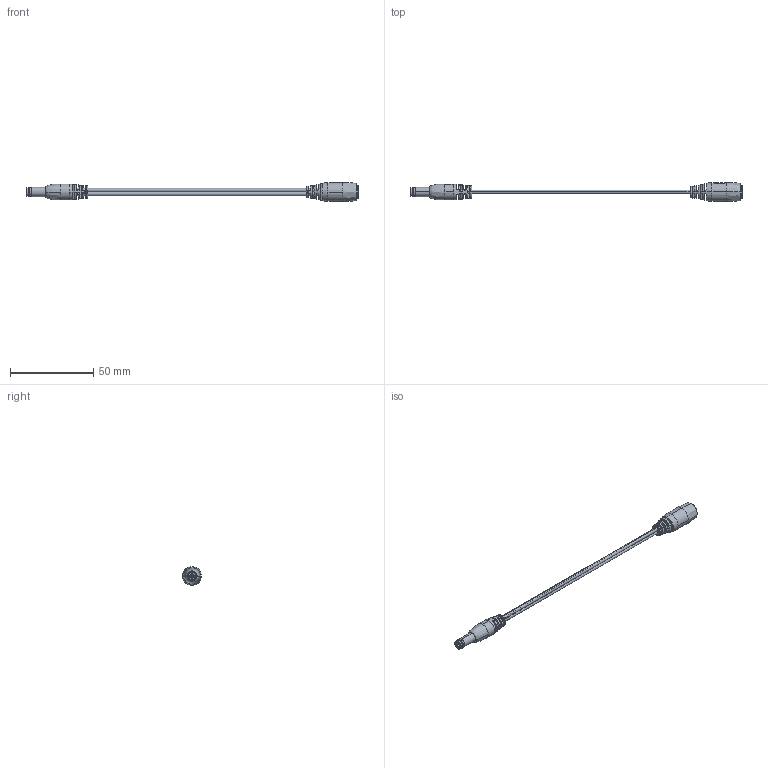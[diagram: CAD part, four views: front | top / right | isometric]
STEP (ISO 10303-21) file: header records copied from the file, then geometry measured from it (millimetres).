
FILE_DESCRIPTION (( 'STEP AP203' ), '1' );
FILE_NAME ('10-02322_revA.STEP', '2016-10-27T16:42:00', ( '' ), ( '' ), 'SwSTEP 2.0', 'SolidWorks 2015', '' );
FILE_SCHEMA (( 'CONFIG_CONTROL_DESIGN' ));
Length unit declared in the file: millimetre
Products named in the file (13): 50-00541; DT521-040_1; 24-00004; 50-00541 insulator; 50-00540; 1N00; 30-00795_blunt cut; 50-00541 center pin; 10-02322_revA; 5521TV_1; 50-00541 shell; 24-00003; 50-00541 spring contact
Assembly tree (12 placements, depth 3):
  10-02322_revA
    30-00795_blunt cut
    24-00003
    50-00540
      5521TV_1
      1N00
      DT521-040_1
    24-00004
    50-00541
      50-00541 center pin
      50-00541 spring contact
      50-00541 shell
      50-00541 insulator
Bounding box: 199.24 x 11.4 x 11.4 mm (x, y, z)
Volume: 5018.6 mm3; surface area: 20301.3 mm2
Topology: 98 solids, 98 shells, 1160 faces, 2696 edges, 1733 vertices
Faces by surface type: cylinder 475, plane 373, bspline 208, torus 61, cone 43
Entity records: 41195 total; most frequent: CARTESIAN_POINT 13809, ORIENTED_EDGE 5380, DIRECTION 5329, EDGE_CURVE 2690, AXIS2_PLACEMENT_3D 2265, VERTEX_POINT 1733, EDGE_LOOP 1367, CIRCLE 1296
